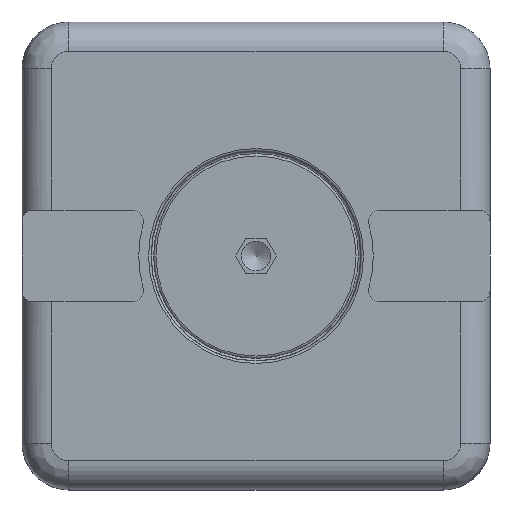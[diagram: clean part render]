
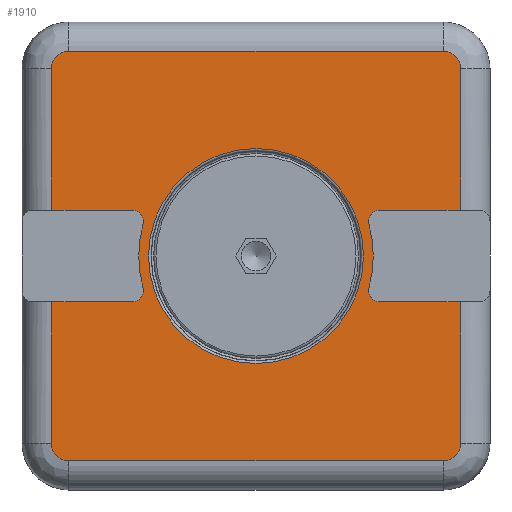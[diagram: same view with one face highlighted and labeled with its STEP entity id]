
A CAD part, front view. The second image highlights one B-rep face of the part: STEP entity #1910.
In plain terms, the highlighted face is planar.
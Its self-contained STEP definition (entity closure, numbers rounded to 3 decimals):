
#72=FACE_BOUND('',#341,.T.);
#212=FACE_OUTER_BOUND('',#340,.T.);
#340=EDGE_LOOP('',(#1517,#1518,#1519,#1520,#1521,#1522,#1523,#1524,#1525,
#1526,#1527,#1528,#1529,#1530,#1531,#1532,#1533,#1534,#1535,#1536,#1537,
#1538,#1539,#1540));
#341=EDGE_LOOP('',(#1541));
#472=CIRCLE('',#2218,1.);
#473=CIRCLE('',#2219,1.5);
#474=CIRCLE('',#2220,1.5);
#475=CIRCLE('',#2221,1.);
#476=CIRCLE('',#2222,1.);
#477=CIRCLE('',#2223,10.023);
#478=CIRCLE('',#2224,1.);
#479=CIRCLE('',#2225,1.);
#480=CIRCLE('',#2226,1.5);
#481=CIRCLE('',#2227,1.5);
#482=CIRCLE('',#2228,1.);
#483=CIRCLE('',#2229,1.);
#484=CIRCLE('',#2230,10.023);
#485=CIRCLE('',#2231,1.);
#486=CIRCLE('',#2232,9.185);
#611=LINE('',#3467,#735);
#612=LINE('',#3469,#736);
#613=LINE('',#3473,#737);
#614=LINE('',#3477,#738);
#615=LINE('',#3479,#739);
#616=LINE('',#3491,#740);
#617=LINE('',#3493,#741);
#618=LINE('',#3497,#742);
#619=LINE('',#3501,#743);
#620=LINE('',#3503,#744);
#735=VECTOR('',#2656,1000.);
#736=VECTOR('',#2657,1000.);
#737=VECTOR('',#2660,1000.);
#738=VECTOR('',#2663,1000.);
#739=VECTOR('',#2664,1000.);
#740=VECTOR('',#2675,1000.);
#741=VECTOR('',#2676,1000.);
#742=VECTOR('',#2679,1000.);
#743=VECTOR('',#2682,1000.);
#744=VECTOR('',#2683,1000.);
#885=VERTEX_POINT('',#3463);
#886=VERTEX_POINT('',#3464);
#887=VERTEX_POINT('',#3466);
#888=VERTEX_POINT('',#3468);
#889=VERTEX_POINT('',#3470);
#890=VERTEX_POINT('',#3472);
#891=VERTEX_POINT('',#3474);
#892=VERTEX_POINT('',#3476);
#893=VERTEX_POINT('',#3478);
#894=VERTEX_POINT('',#3480);
#895=VERTEX_POINT('',#3482);
#896=VERTEX_POINT('',#3484);
#897=VERTEX_POINT('',#3486);
#898=VERTEX_POINT('',#3488);
#899=VERTEX_POINT('',#3490);
#900=VERTEX_POINT('',#3492);
#901=VERTEX_POINT('',#3494);
#902=VERTEX_POINT('',#3496);
#903=VERTEX_POINT('',#3498);
#904=VERTEX_POINT('',#3500);
#905=VERTEX_POINT('',#3502);
#906=VERTEX_POINT('',#3504);
#907=VERTEX_POINT('',#3506);
#908=VERTEX_POINT('',#3508);
#909=VERTEX_POINT('',#3511);
#1110=EDGE_CURVE('',#885,#886,#472,.F.);
#1111=EDGE_CURVE('',#886,#887,#611,.T.);
#1112=EDGE_CURVE('',#887,#888,#612,.T.);
#1113=EDGE_CURVE('',#888,#889,#473,.T.);
#1114=EDGE_CURVE('',#889,#890,#613,.T.);
#1115=EDGE_CURVE('',#890,#891,#474,.T.);
#1116=EDGE_CURVE('',#891,#892,#614,.T.);
#1117=EDGE_CURVE('',#892,#893,#615,.T.);
#1118=EDGE_CURVE('',#893,#894,#475,.F.);
#1119=EDGE_CURVE('',#894,#895,#476,.F.);
#1120=EDGE_CURVE('',#896,#895,#477,.F.);
#1121=EDGE_CURVE('',#896,#897,#478,.F.);
#1122=EDGE_CURVE('',#897,#898,#479,.F.);
#1123=EDGE_CURVE('',#898,#899,#616,.T.);
#1124=EDGE_CURVE('',#899,#900,#617,.T.);
#1125=EDGE_CURVE('',#900,#901,#480,.T.);
#1126=EDGE_CURVE('',#901,#902,#618,.T.);
#1127=EDGE_CURVE('',#902,#903,#481,.T.);
#1128=EDGE_CURVE('',#903,#904,#619,.T.);
#1129=EDGE_CURVE('',#904,#905,#620,.T.);
#1130=EDGE_CURVE('',#905,#906,#482,.F.);
#1131=EDGE_CURVE('',#906,#907,#483,.F.);
#1132=EDGE_CURVE('',#908,#907,#484,.F.);
#1133=EDGE_CURVE('',#908,#885,#485,.F.);
#1134=EDGE_CURVE('',#909,#909,#486,.T.);
#1517=ORIENTED_EDGE('',*,*,#1110,.T.);
#1518=ORIENTED_EDGE('',*,*,#1111,.T.);
#1519=ORIENTED_EDGE('',*,*,#1112,.T.);
#1520=ORIENTED_EDGE('',*,*,#1113,.T.);
#1521=ORIENTED_EDGE('',*,*,#1114,.T.);
#1522=ORIENTED_EDGE('',*,*,#1115,.T.);
#1523=ORIENTED_EDGE('',*,*,#1116,.T.);
#1524=ORIENTED_EDGE('',*,*,#1117,.T.);
#1525=ORIENTED_EDGE('',*,*,#1118,.T.);
#1526=ORIENTED_EDGE('',*,*,#1119,.T.);
#1527=ORIENTED_EDGE('',*,*,#1120,.F.);
#1528=ORIENTED_EDGE('',*,*,#1121,.T.);
#1529=ORIENTED_EDGE('',*,*,#1122,.T.);
#1530=ORIENTED_EDGE('',*,*,#1123,.T.);
#1531=ORIENTED_EDGE('',*,*,#1124,.T.);
#1532=ORIENTED_EDGE('',*,*,#1125,.T.);
#1533=ORIENTED_EDGE('',*,*,#1126,.T.);
#1534=ORIENTED_EDGE('',*,*,#1127,.T.);
#1535=ORIENTED_EDGE('',*,*,#1128,.T.);
#1536=ORIENTED_EDGE('',*,*,#1129,.T.);
#1537=ORIENTED_EDGE('',*,*,#1130,.T.);
#1538=ORIENTED_EDGE('',*,*,#1131,.T.);
#1539=ORIENTED_EDGE('',*,*,#1132,.F.);
#1540=ORIENTED_EDGE('',*,*,#1133,.T.);
#1541=ORIENTED_EDGE('',*,*,#1134,.T.);
#1833=PLANE('',#2217);
#1910=ADVANCED_FACE('',(#212,#72),#1833,.T.);
#2217=AXIS2_PLACEMENT_3D('',#3462,#2652,#2653);
#2218=AXIS2_PLACEMENT_3D('',#3465,#2654,#2655);
#2219=AXIS2_PLACEMENT_3D('',#3471,#2658,#2659);
#2220=AXIS2_PLACEMENT_3D('',#3475,#2661,#2662);
#2221=AXIS2_PLACEMENT_3D('',#3481,#2665,#2666);
#2222=AXIS2_PLACEMENT_3D('',#3483,#2667,#2668);
#2223=AXIS2_PLACEMENT_3D('',#3485,#2669,#2670);
#2224=AXIS2_PLACEMENT_3D('',#3487,#2671,#2672);
#2225=AXIS2_PLACEMENT_3D('',#3489,#2673,#2674);
#2226=AXIS2_PLACEMENT_3D('',#3495,#2677,#2678);
#2227=AXIS2_PLACEMENT_3D('',#3499,#2680,#2681);
#2228=AXIS2_PLACEMENT_3D('',#3505,#2684,#2685);
#2229=AXIS2_PLACEMENT_3D('',#3507,#2686,#2687);
#2230=AXIS2_PLACEMENT_3D('',#3509,#2688,#2689);
#2231=AXIS2_PLACEMENT_3D('',#3510,#2690,#2691);
#2232=AXIS2_PLACEMENT_3D('',#3512,#2692,#2693);
#2652=DIRECTION('center_axis',(0.,1.,0.));
#2653=DIRECTION('ref_axis',(0.,0.,1.));
#2654=DIRECTION('center_axis',(0.,1.,0.));
#2655=DIRECTION('ref_axis',(0.,0.,1.));
#2656=DIRECTION('',(0.,0.,-1.));
#2657=DIRECTION('',(-1.,0.,0.));
#2658=DIRECTION('center_axis',(0.,1.,0.));
#2659=DIRECTION('ref_axis',(0.,0.,1.));
#2660=DIRECTION('',(0.,0.,1.));
#2661=DIRECTION('center_axis',(0.,1.,0.));
#2662=DIRECTION('ref_axis',(0.,0.,1.));
#2663=DIRECTION('',(1.,0.,0.));
#2664=DIRECTION('',(0.,0.,-1.));
#2665=DIRECTION('center_axis',(0.,1.,0.));
#2666=DIRECTION('ref_axis',(0.,0.,1.));
#2667=DIRECTION('center_axis',(0.,1.,0.));
#2668=DIRECTION('ref_axis',(0.,0.,1.));
#2669=DIRECTION('center_axis',(0.,1.,0.));
#2670=DIRECTION('ref_axis',(0.,0.,1.));
#2671=DIRECTION('center_axis',(0.,1.,0.));
#2672=DIRECTION('ref_axis',(0.,0.,1.));
#2673=DIRECTION('center_axis',(0.,1.,0.));
#2674=DIRECTION('ref_axis',(0.,0.,1.));
#2675=DIRECTION('',(0.,0.,1.));
#2676=DIRECTION('',(1.,0.,0.));
#2677=DIRECTION('center_axis',(0.,1.,0.));
#2678=DIRECTION('ref_axis',(0.,0.,1.));
#2679=DIRECTION('',(0.,0.,-1.));
#2680=DIRECTION('center_axis',(0.,1.,0.));
#2681=DIRECTION('ref_axis',(0.,0.,1.));
#2682=DIRECTION('',(-1.,0.,0.));
#2683=DIRECTION('',(0.,0.,1.));
#2684=DIRECTION('center_axis',(0.,1.,0.));
#2685=DIRECTION('ref_axis',(0.,0.,1.));
#2686=DIRECTION('center_axis',(0.,1.,0.));
#2687=DIRECTION('ref_axis',(0.,0.,1.));
#2688=DIRECTION('center_axis',(0.,1.,0.));
#2689=DIRECTION('ref_axis',(0.,0.,1.));
#2690=DIRECTION('center_axis',(0.,1.,0.));
#2691=DIRECTION('ref_axis',(0.,0.,1.));
#2692=DIRECTION('center_axis',(0.,-1.,0.));
#2693=DIRECTION('ref_axis',(0.,0.,-1.));
#3462=CARTESIAN_POINT('Origin',(-16.,3.6,-16.));
#3463=CARTESIAN_POINT('',(-2.927,3.6,-9.628));
#3464=CARTESIAN_POINT('',(-3.927,3.6,-10.628));
#3465=CARTESIAN_POINT('Origin',(-2.927,3.6,-10.628));
#3466=CARTESIAN_POINT('',(-3.927,3.6,-17.5));
#3467=CARTESIAN_POINT('',(-3.927,3.6,-16.));
#3468=CARTESIAN_POINT('',(-16.,3.6,-17.5));
#3469=CARTESIAN_POINT('',(-16.,3.6,-17.5));
#3470=CARTESIAN_POINT('',(-17.5,3.6,-16.));
#3471=CARTESIAN_POINT('Origin',(-16.,3.6,-16.));
#3472=CARTESIAN_POINT('',(-17.5,3.6,16.));
#3473=CARTESIAN_POINT('',(-17.5,3.6,16.));
#3474=CARTESIAN_POINT('',(-16.,3.6,17.5));
#3475=CARTESIAN_POINT('Origin',(-16.,3.6,16.));
#3476=CARTESIAN_POINT('',(-3.927,3.6,17.5));
#3477=CARTESIAN_POINT('',(16.,3.6,17.5));
#3478=CARTESIAN_POINT('',(-3.927,3.6,10.628));
#3479=CARTESIAN_POINT('',(-3.927,3.6,-16.));
#3480=CARTESIAN_POINT('',(-2.927,3.6,9.628));
#3481=CARTESIAN_POINT('Origin',(-2.927,3.6,10.628));
#3482=CARTESIAN_POINT('',(-2.661,3.6,9.664));
#3483=CARTESIAN_POINT('Origin',(-2.927,3.6,10.628));
#3484=CARTESIAN_POINT('',(2.661,3.6,9.664));
#3485=CARTESIAN_POINT('Origin',(0.,3.6,0.));
#3486=CARTESIAN_POINT('',(2.927,3.6,9.628));
#3487=CARTESIAN_POINT('Origin',(2.927,3.6,10.628));
#3488=CARTESIAN_POINT('',(3.927,3.6,10.628));
#3489=CARTESIAN_POINT('Origin',(2.927,3.6,10.628));
#3490=CARTESIAN_POINT('',(3.927,3.6,17.5));
#3491=CARTESIAN_POINT('',(3.927,3.6,-16.));
#3492=CARTESIAN_POINT('',(16.,3.6,17.5));
#3493=CARTESIAN_POINT('',(16.,3.6,17.5));
#3494=CARTESIAN_POINT('',(17.5,3.6,16.));
#3495=CARTESIAN_POINT('Origin',(16.,3.6,16.));
#3496=CARTESIAN_POINT('',(17.5,3.6,-16.));
#3497=CARTESIAN_POINT('',(17.5,3.6,-16.));
#3498=CARTESIAN_POINT('',(16.,3.6,-17.5));
#3499=CARTESIAN_POINT('Origin',(16.,3.6,-16.));
#3500=CARTESIAN_POINT('',(3.927,3.6,-17.5));
#3501=CARTESIAN_POINT('',(-16.,3.6,-17.5));
#3502=CARTESIAN_POINT('',(3.927,3.6,-10.628));
#3503=CARTESIAN_POINT('',(3.927,3.6,-16.));
#3504=CARTESIAN_POINT('',(2.927,3.6,-9.628));
#3505=CARTESIAN_POINT('Origin',(2.927,3.6,-10.628));
#3506=CARTESIAN_POINT('',(2.661,3.6,-9.664));
#3507=CARTESIAN_POINT('Origin',(2.927,3.6,-10.628));
#3508=CARTESIAN_POINT('',(-2.661,3.6,-9.664));
#3509=CARTESIAN_POINT('Origin',(0.,3.6,0.));
#3510=CARTESIAN_POINT('Origin',(-2.927,3.6,-10.628));
#3511=CARTESIAN_POINT('',(0.,3.6,9.185));
#3512=CARTESIAN_POINT('Origin',(0.,3.6,0.));
